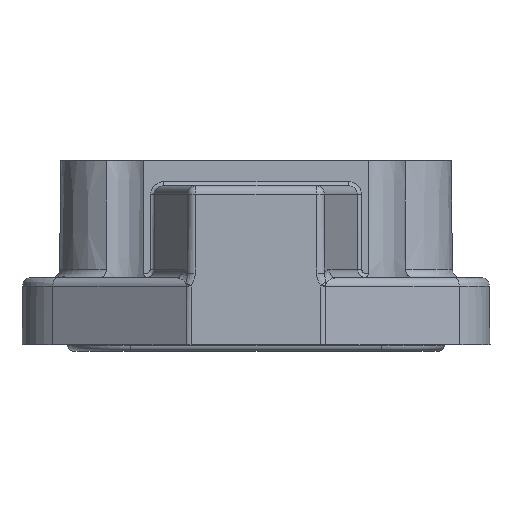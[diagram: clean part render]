
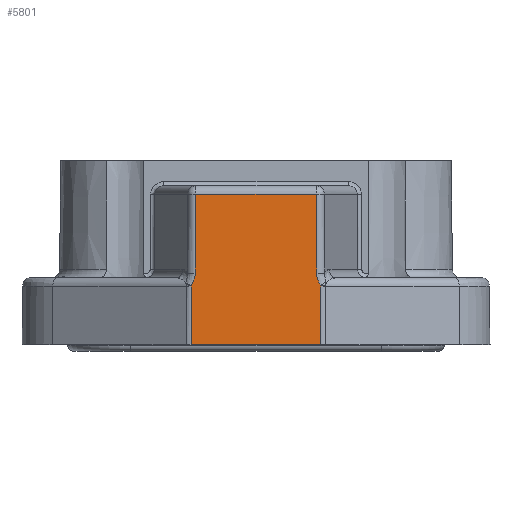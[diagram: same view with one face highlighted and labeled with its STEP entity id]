
A CAD part, left-side view. The second image highlights one B-rep face of the part: STEP entity #5801.
In plain terms, the highlighted planar face has unit normal (-1, 0, 0.009).
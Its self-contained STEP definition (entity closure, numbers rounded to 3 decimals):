
#602=CARTESIAN_POINT('',(-64.688,-7.774,-8.));
#609=CARTESIAN_POINT('',(-64.627,-7.754,
-0.988));
#624=CARTESIAN_POINT('',(-64.626,-7.713,
-0.897));
#626=CARTESIAN_POINT('',(-64.626,7.737,
-0.943));
#627=CARTESIAN_POINT('',(-64.626,7.729,
-0.927));
#628=CARTESIAN_POINT('',(-64.626,7.705,
-0.881));
#629=CARTESIAN_POINT('',(-64.625,7.646,
-0.776));
#630=CARTESIAN_POINT('',(-64.623,7.563,
-0.625));
#631=CARTESIAN_POINT('',(-64.622,7.475,
-0.438));
#632=CARTESIAN_POINT('',(-64.62,7.401,
-0.245));
#633=CARTESIAN_POINT('',(-64.618,7.341,
-0.048));
#634=CARTESIAN_POINT('',(-64.616,7.284,0.218));
#635=CARTESIAN_POINT('',(-64.614,7.265,0.423));
#636=CARTESIAN_POINT('',(-64.613,7.264,0.561));
#638=DIRECTION('',(0.009,-0.007,1.));
#639=VECTOR('',#638,9.449);
#640=CARTESIAN_POINT('',(-64.613,7.264,0.561));
#641=LINE('',#640,#639);
#642=DIRECTION('',(-0.009,-0.007,-1.));
#643=VECTOR('',#642,9.449);
#644=CARTESIAN_POINT('',(-64.531,-7.201,10.009));
#645=LINE('',#644,#643);
#646=CARTESIAN_POINT('',(-64.613,-7.264,
0.561));
#647=CARTESIAN_POINT('',(-64.614,-7.263,
0.412));
#648=CARTESIAN_POINT('',(-64.617,-7.295,
0.105));
#649=CARTESIAN_POINT('',(-64.621,-7.443,
-0.396));
#650=CARTESIAN_POINT('',(-64.624,-7.611,
-0.729));
#651=CARTESIAN_POINT('',(-64.626,-7.713,
-0.897));
#653=CARTESIAN_POINT('',(-64.626,-7.713,
-0.897));
#654=CARTESIAN_POINT('',(-64.626,-7.717,
-0.904));
#655=CARTESIAN_POINT('',(-64.626,-7.725,
-0.92));
#656=CARTESIAN_POINT('',(-64.626,-7.735,
-0.939));
#657=CARTESIAN_POINT('',(-64.626,-7.742,
-0.955));
#658=CARTESIAN_POINT('',(-64.626,-7.746,
-0.964));
#659=CARTESIAN_POINT('',(-64.626,-7.749,
-0.971));
#660=CARTESIAN_POINT('',(-64.626,-7.75,
-0.976));
#661=CARTESIAN_POINT('',(-64.626,-7.752,
-0.981));
#662=CARTESIAN_POINT('',(-64.626,-7.753,
-0.985));
#663=CARTESIAN_POINT('',(-64.627,-7.754,
-0.988));
#665=DIRECTION('',(-0.009,-0.003,-1.));
#666=VECTOR('',#665,7.012);
#667=CARTESIAN_POINT('',(-64.627,-7.754,
-0.988));
#668=LINE('',#667,#666);
#669=DIRECTION('',(0.,1.,0.));
#670=VECTOR('',#669,15.547);
#671=CARTESIAN_POINT('',(-64.688,-7.774,-8.));
#672=LINE('',#671,#670);
#689=CARTESIAN_POINT('',(-64.626,7.737,
-0.943));
#690=CARTESIAN_POINT('',(-64.626,7.739,
-0.949));
#691=CARTESIAN_POINT('',(-64.626,7.744,
-0.96));
#692=CARTESIAN_POINT('',(-64.626,7.749,
-0.97));
#693=CARTESIAN_POINT('',(-64.626,7.752,
-0.982));
#694=CARTESIAN_POINT('',(-64.627,7.754,
-0.988));
#710=DIRECTION('',(-0.009,0.003,-1.));
#711=VECTOR('',#710,7.012);
#712=CARTESIAN_POINT('',(-64.627,7.754,
-0.988));
#713=LINE('',#712,#711);
#2006=DIRECTION('',(0.,1.,0.));
#2007=VECTOR('',#2006,14.402);
#2008=CARTESIAN_POINT('',(-64.531,-7.201,
10.009));
#2009=LINE('',#2008,#2007);
#3937=VERTEX_POINT('',#609);
#3939=VERTEX_POINT('',#602);
#3942=VERTEX_POINT('',#624);
#3944=CARTESIAN_POINT('',(-64.613,-7.264,
0.561));
#3946=VERTEX_POINT('',#3944);
#3947=VERTEX_POINT('',#626);
#3948=VERTEX_POINT('',#636);
#3949=CARTESIAN_POINT('',(-64.531,7.201,10.009));
#3950=VERTEX_POINT('',#3949);
#3951=CARTESIAN_POINT('',(-64.531,-7.201,
10.009));
#3952=VERTEX_POINT('',#3951);
#3953=CARTESIAN_POINT('',(-64.688,7.774,
-8.));
#3954=VERTEX_POINT('',#3953);
#3957=VERTEX_POINT('',#694);
#5778=CARTESIAN_POINT('',(-64.609,0.,1.004));
#5779=DIRECTION('',(1.,0.,-0.009));
#5780=DIRECTION('',(0.009,0.,1.));
#5781=AXIS2_PLACEMENT_3D('',#5778,#5779,#5780);
#5782=PLANE('',#5781);
#5784=ORIENTED_EDGE('',*,*,#5783,.T.);
#5786=ORIENTED_EDGE('',*,*,#5785,.T.);
#5788=ORIENTED_EDGE('',*,*,#5787,.F.);
#5790=ORIENTED_EDGE('',*,*,#5789,.T.);
#5791=ORIENTED_EDGE('',*,*,#5769,.T.);
#5792=ORIENTED_EDGE('',*,*,#5706,.T.);
#5793=ORIENTED_EDGE('',*,*,#5554,.T.);
#5794=ORIENTED_EDGE('',*,*,#4772,.T.);
#5796=ORIENTED_EDGE('',*,*,#5795,.F.);
#5798=ORIENTED_EDGE('',*,*,#5797,.F.);
#5799=EDGE_LOOP('',(#5784,#5786,#5788,#5790,#5791,#5792,#5793,#5794,#5796,
#5798));
#5800=FACE_OUTER_BOUND('',#5799,.F.);
#5801=ADVANCED_FACE('',(#5800),#5782,.F.);
#637=B_SPLINE_CURVE_WITH_KNOTS('',3,(#626,#627,#628,#629,#630,#631,#632,#633,
#634,#635,#636),.UNSPECIFIED.,.F.,.F.,(4,1,1,1,1,1,1,1,4),(0.,
0.032,0.097,0.226,0.355,
0.484,0.613,0.742,1.),.UNSPECIFIED.);
#652=B_SPLINE_CURVE_WITH_KNOTS('',3,(#646,#647,#648,#649,#650,#651),
.UNSPECIFIED.,.F.,.F.,(4,1,1,4),(0.,0.333,0.667,1.),
.UNSPECIFIED.);
#664=B_SPLINE_CURVE_WITH_KNOTS('',3,(#653,#654,#655,#656,#657,#658,#659,#660,
#661,#662,#663),.UNSPECIFIED.,.F.,.F.,(4,1,1,1,1,1,1,1,4),(0.,
0.258,0.516,0.645,0.774,
0.822,0.871,0.919,1.),.UNSPECIFIED.);
#695=B_SPLINE_CURVE_WITH_KNOTS('',3,(#689,#690,#691,#692,#693,#694),
.UNSPECIFIED.,.F.,.F.,(4,1,1,4),(0.,0.333,0.667,1.),
.UNSPECIFIED.);
#4772=EDGE_CURVE('',#3939,#3954,#672,.T.);
#5554=EDGE_CURVE('',#3937,#3939,#668,.T.);
#5706=EDGE_CURVE('',#3942,#3937,#664,.T.);
#5769=EDGE_CURVE('',#3946,#3942,#652,.T.);
#5783=EDGE_CURVE('',#3947,#3948,#637,.T.);
#5785=EDGE_CURVE('',#3948,#3950,#641,.T.);
#5787=EDGE_CURVE('',#3952,#3950,#2009,.T.);
#5789=EDGE_CURVE('',#3952,#3946,#645,.T.);
#5795=EDGE_CURVE('',#3957,#3954,#713,.T.);
#5797=EDGE_CURVE('',#3947,#3957,#695,.T.);
